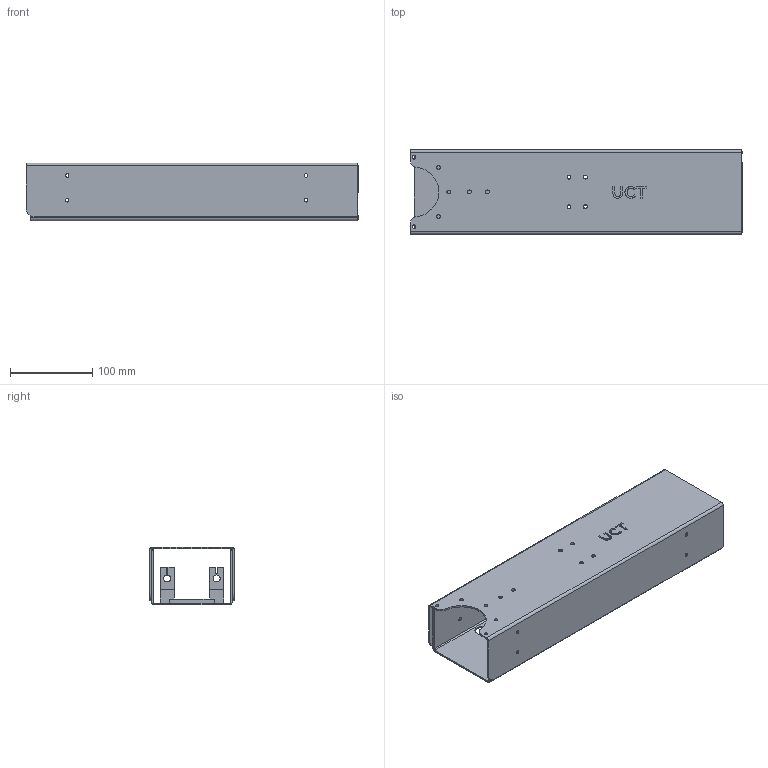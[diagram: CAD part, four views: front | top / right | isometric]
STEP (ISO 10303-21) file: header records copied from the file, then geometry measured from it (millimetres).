
FILE_DESCRIPTION (( 'STEP AP214' ), '1' );
FILE_NAME ('left_spine.STEP', '2024-08-06T07:42:59', ( '' ), ( '' ), 'SwSTEP 2.0', 'SolidWorks 2024', '' );
FILE_SCHEMA (( 'AUTOMOTIVE_DESIGN' ));
Length unit declared in the file: millimetre
Products named in the file (1): left_spine
Bounding box: 403 x 102.5 x 70 mm (x, y, z)
Volume: 451090.5 mm3; surface area: 341706.5 mm2
Topology: 1 solids, 1 shells, 336 faces, 912 edges, 597 vertices
Faces by surface type: cylinder 175, plane 143, bspline 12, cone 6
Entity records: 11666 total; most frequent: CARTESIAN_POINT 2638, DIRECTION 1897, ORIENTED_EDGE 1824, EDGE_CURVE 912, AXIS2_PLACEMENT_3D 688, VERTEX_POINT 597, LINE 521, VECTOR 521
